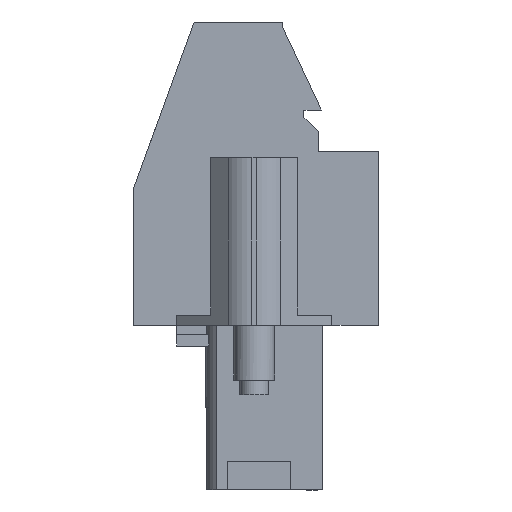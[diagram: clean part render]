
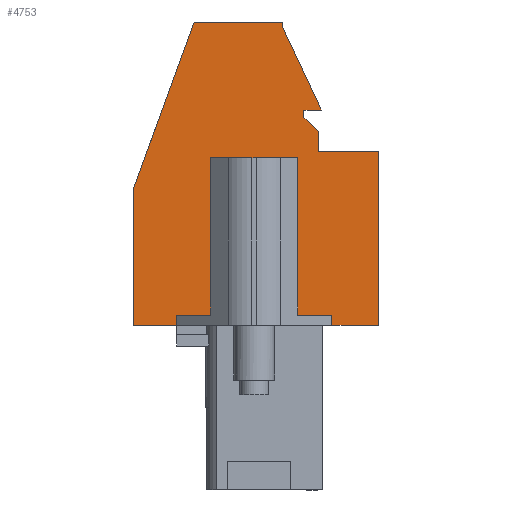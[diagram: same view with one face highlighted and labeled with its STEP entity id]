
A CAD part, left-side view. The second image highlights one B-rep face of the part: STEP entity #4753.
In plain terms, the highlighted planar face has unit normal (-1, 0, 0).
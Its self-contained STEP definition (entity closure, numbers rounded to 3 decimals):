
#1831=AXIS2_PLACEMENT_3D('Plane Axis2P3D',#1828,#1829,#1830) ;
#107=CARTESIAN_POINT('Line Origine',(3.47,1.125,7.95)) ;
#111=CARTESIAN_POINT('Vertex',(3.47,2.25,7.95)) ;
#113=CARTESIAN_POINT('Vertex',(3.47,0.,7.95)) ;
#162=CARTESIAN_POINT('Vertex',(3.47,9.75,7.95)) ;
#165=CARTESIAN_POINT('Line Origine',(3.47,10.79,7.95)) ;
#169=CARTESIAN_POINT('Vertex',(3.47,11.83,7.95)) ;
#1828=CARTESIAN_POINT('Axis2P3D Location',(3.47,12.132,0.)) ;
#4641=CARTESIAN_POINT('Line Origine',(3.47,0.,12.15)) ;
#4645=CARTESIAN_POINT('Vertex',(3.47,0.,16.35)) ;
#4648=CARTESIAN_POINT('Line Origine',(3.47,1.45,16.35)) ;
#4652=CARTESIAN_POINT('Vertex',(3.47,2.9,16.35)) ;
#4655=CARTESIAN_POINT('Line Origine',(3.47,2.9,16.825)) ;
#4659=CARTESIAN_POINT('Vertex',(3.47,2.9,17.3)) ;
#4662=CARTESIAN_POINT('Line Origine',(3.47,3.25,17.65)) ;
#4666=CARTESIAN_POINT('Vertex',(3.47,3.6,18.)) ;
#4669=CARTESIAN_POINT('Line Origine',(3.47,3.6,18.175)) ;
#4673=CARTESIAN_POINT('Vertex',(3.47,3.6,18.35)) ;
#4676=CARTESIAN_POINT('Line Origine',(3.47,3.18,18.35)) ;
#4680=CARTESIAN_POINT('Vertex',(3.47,2.76,18.35)) ;
#4683=CARTESIAN_POINT('Line Origine',(3.47,3.704,20.375)) ;
#4687=CARTESIAN_POINT('Vertex',(3.47,4.649,22.4)) ;
#4690=CARTESIAN_POINT('Line Origine',(3.47,4.649,22.5)) ;
#4694=CARTESIAN_POINT('Vertex',(3.47,4.649,22.6)) ;
#4697=CARTESIAN_POINT('Line Origine',(3.47,6.778,22.6)) ;
#4701=CARTESIAN_POINT('Vertex',(3.47,8.908,22.6)) ;
#4704=CARTESIAN_POINT('Line Origine',(3.47,10.369,18.586)) ;
#4708=CARTESIAN_POINT('Vertex',(3.47,11.83,14.572)) ;
#4711=CARTESIAN_POINT('Line Origine',(3.47,11.83,11.261)) ;
#4716=CARTESIAN_POINT('Line Origine',(3.47,9.75,8.2)) ;
#4720=CARTESIAN_POINT('Vertex',(3.47,9.75,8.45)) ;
#4723=CARTESIAN_POINT('Line Origine',(3.47,6.,8.45)) ;
#4727=CARTESIAN_POINT('Vertex',(3.47,2.25,8.45)) ;
#4730=CARTESIAN_POINT('Line Origine',(3.47,2.25,8.2)) ;
#108=DIRECTION('Vector Direction',(0.,1.,0.)) ;
#166=DIRECTION('Vector Direction',(0.,-1.,0.)) ;
#1829=DIRECTION('Axis2P3D Direction',(-1.,0.,0.)) ;
#1830=DIRECTION('Axis2P3D XDirection',(0.,-1.,0.)) ;
#4642=DIRECTION('Vector Direction',(0.,0.,1.)) ;
#4649=DIRECTION('Vector Direction',(0.,1.,0.)) ;
#4656=DIRECTION('Vector Direction',(0.,0.,1.)) ;
#4663=DIRECTION('Vector Direction',(0.,0.707,0.707)) ;
#4670=DIRECTION('Vector Direction',(0.,0.,1.)) ;
#4677=DIRECTION('Vector Direction',(0.,-1.,0.)) ;
#4684=DIRECTION('Vector Direction',(0.,0.423,0.906)) ;
#4691=DIRECTION('Vector Direction',(0.,0.,1.)) ;
#4698=DIRECTION('Vector Direction',(0.,1.,0.)) ;
#4705=DIRECTION('Vector Direction',(0.,0.342,-0.94)) ;
#4712=DIRECTION('Vector Direction',(0.,0.,1.)) ;
#4717=DIRECTION('Vector Direction',(0.,0.,1.)) ;
#4724=DIRECTION('Vector Direction',(0.,1.,0.)) ;
#4731=DIRECTION('Vector Direction',(0.,0.,1.)) ;
#109=VECTOR('Line Direction',#108,1.) ;
#167=VECTOR('Line Direction',#166,1.) ;
#4643=VECTOR('Line Direction',#4642,1.) ;
#4650=VECTOR('Line Direction',#4649,1.) ;
#4657=VECTOR('Line Direction',#4656,1.) ;
#4664=VECTOR('Line Direction',#4663,1.) ;
#4671=VECTOR('Line Direction',#4670,1.) ;
#4678=VECTOR('Line Direction',#4677,1.) ;
#4685=VECTOR('Line Direction',#4684,1.) ;
#4692=VECTOR('Line Direction',#4691,1.) ;
#4699=VECTOR('Line Direction',#4698,1.) ;
#4706=VECTOR('Line Direction',#4705,1.) ;
#4713=VECTOR('Line Direction',#4712,1.) ;
#4718=VECTOR('Line Direction',#4717,1.) ;
#4725=VECTOR('Line Direction',#4724,1.) ;
#4732=VECTOR('Line Direction',#4731,1.) ;
#4736=ORIENTED_EDGE('',*,*,#115,.T.) ;
#4737=ORIENTED_EDGE('',*,*,#4647,.T.) ;
#4738=ORIENTED_EDGE('',*,*,#4654,.T.) ;
#4739=ORIENTED_EDGE('',*,*,#4661,.T.) ;
#4740=ORIENTED_EDGE('',*,*,#4668,.T.) ;
#4741=ORIENTED_EDGE('',*,*,#4675,.T.) ;
#4742=ORIENTED_EDGE('',*,*,#4682,.T.) ;
#4743=ORIENTED_EDGE('',*,*,#4689,.T.) ;
#4744=ORIENTED_EDGE('',*,*,#4696,.T.) ;
#4745=ORIENTED_EDGE('',*,*,#4703,.T.) ;
#4746=ORIENTED_EDGE('',*,*,#4710,.T.) ;
#4747=ORIENTED_EDGE('',*,*,#4715,.T.) ;
#4748=ORIENTED_EDGE('',*,*,#171,.F.) ;
#4749=ORIENTED_EDGE('',*,*,#4722,.T.) ;
#4750=ORIENTED_EDGE('',*,*,#4729,.F.) ;
#4751=ORIENTED_EDGE('',*,*,#4734,.F.) ;
#4753=ADVANCED_FACE('HOUSING',(#4752),#1832,.T.) ;
#115=EDGE_CURVE('',#112,#114,#110,.F.) ;
#171=EDGE_CURVE('',#163,#170,#168,.F.) ;
#4647=EDGE_CURVE('',#114,#4646,#4644,.T.) ;
#4654=EDGE_CURVE('',#4646,#4653,#4651,.T.) ;
#4661=EDGE_CURVE('',#4653,#4660,#4658,.T.) ;
#4668=EDGE_CURVE('',#4660,#4667,#4665,.T.) ;
#4675=EDGE_CURVE('',#4667,#4674,#4672,.T.) ;
#4682=EDGE_CURVE('',#4674,#4681,#4679,.T.) ;
#4689=EDGE_CURVE('',#4681,#4688,#4686,.T.) ;
#4696=EDGE_CURVE('',#4688,#4695,#4693,.T.) ;
#4703=EDGE_CURVE('',#4695,#4702,#4700,.T.) ;
#4710=EDGE_CURVE('',#4702,#4709,#4707,.T.) ;
#4715=EDGE_CURVE('',#4709,#170,#4714,.F.) ;
#4722=EDGE_CURVE('',#163,#4721,#4719,.T.) ;
#4729=EDGE_CURVE('',#4728,#4721,#4726,.T.) ;
#4734=EDGE_CURVE('',#112,#4728,#4733,.T.) ;
#4735=EDGE_LOOP('',(#4736,#4737,#4738,#4739,#4740,#4741,#4742,#4743,#4744,#4745,#4746,#4747,#4748,#4749,#4750,#4751)) ;
#4752=FACE_OUTER_BOUND('',#4735,.T.) ;
#110=LINE('Line',#107,#109) ;
#168=LINE('Line',#165,#167) ;
#4644=LINE('Line',#4641,#4643) ;
#4651=LINE('Line',#4648,#4650) ;
#4658=LINE('Line',#4655,#4657) ;
#4665=LINE('Line',#4662,#4664) ;
#4672=LINE('Line',#4669,#4671) ;
#4679=LINE('Line',#4676,#4678) ;
#4686=LINE('Line',#4683,#4685) ;
#4693=LINE('Line',#4690,#4692) ;
#4700=LINE('Line',#4697,#4699) ;
#4707=LINE('Line',#4704,#4706) ;
#4714=LINE('Line',#4711,#4713) ;
#4719=LINE('Line',#4716,#4718) ;
#4726=LINE('Line',#4723,#4725) ;
#4733=LINE('Line',#4730,#4732) ;
#1832=PLANE('',#1831) ;
#112=VERTEX_POINT('',#111) ;
#114=VERTEX_POINT('',#113) ;
#163=VERTEX_POINT('',#162) ;
#170=VERTEX_POINT('',#169) ;
#4646=VERTEX_POINT('',#4645) ;
#4653=VERTEX_POINT('',#4652) ;
#4660=VERTEX_POINT('',#4659) ;
#4667=VERTEX_POINT('',#4666) ;
#4674=VERTEX_POINT('',#4673) ;
#4681=VERTEX_POINT('',#4680) ;
#4688=VERTEX_POINT('',#4687) ;
#4695=VERTEX_POINT('',#4694) ;
#4702=VERTEX_POINT('',#4701) ;
#4709=VERTEX_POINT('',#4708) ;
#4721=VERTEX_POINT('',#4720) ;
#4728=VERTEX_POINT('',#4727) ;
